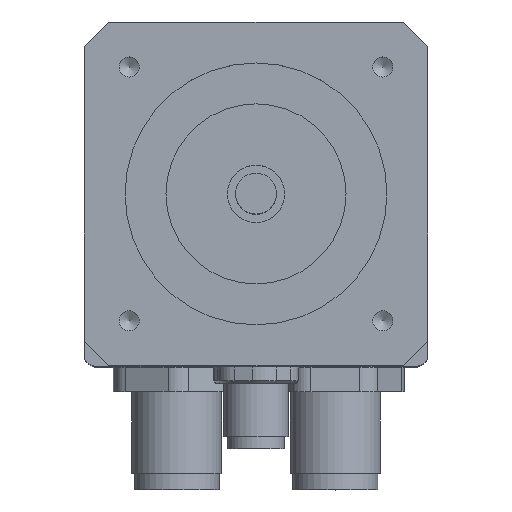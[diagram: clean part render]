
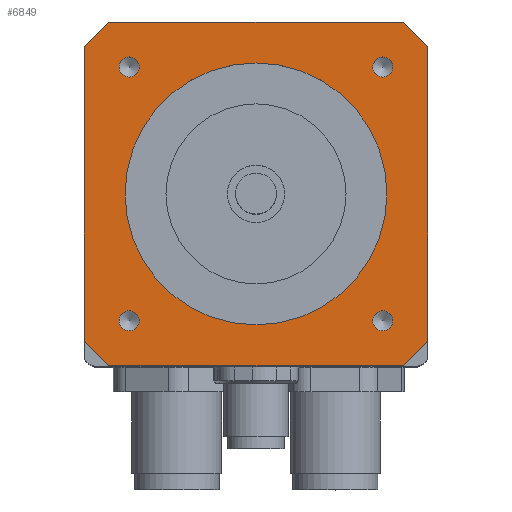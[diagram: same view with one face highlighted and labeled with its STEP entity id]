
A CAD part, top view. The second image highlights one B-rep face of the part: STEP entity #6849.
In plain terms, the highlighted face is planar.
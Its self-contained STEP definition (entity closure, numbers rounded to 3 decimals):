
#133=PLANE('',#7322);
#326=LINE('',#10600,#793);
#328=LINE('',#10604,#795);
#335=LINE('',#10618,#802);
#336=LINE('',#10620,#803);
#337=LINE('',#10622,#804);
#338=LINE('',#10624,#805);
#339=LINE('',#10626,#806);
#340=LINE('',#10627,#807);
#793=VECTOR('',#8306,4.243);
#795=VECTOR('',#8310,36.);
#802=VECTOR('',#8319,36.);
#803=VECTOR('',#8320,4.243);
#804=VECTOR('',#8321,36.);
#805=VECTOR('',#8322,4.243);
#806=VECTOR('',#8323,36.);
#807=VECTOR('',#8324,4.243);
#1270=FACE_BOUND('',#2146,.T.);
#1271=FACE_BOUND('',#2147,.T.);
#1272=FACE_BOUND('',#2148,.T.);
#1273=FACE_BOUND('',#2149,.T.);
#1274=FACE_BOUND('',#2150,.T.);
#1694=FACE_OUTER_BOUND('',#2145,.T.);
#2145=EDGE_LOOP('',(#4941,#4942,#4943,#4944,#4945,#4946,#4947,#4948));
#2146=EDGE_LOOP('',(#4949));
#2147=EDGE_LOOP('',(#4950));
#2148=EDGE_LOOP('',(#4951));
#2149=EDGE_LOOP('',(#4952));
#2150=EDGE_LOOP('',(#4953));
#2774=CIRCLE('',#7278,1.23);
#2776=CIRCLE('',#7282,1.23);
#2778=CIRCLE('',#7286,1.23);
#2780=CIRCLE('',#7290,1.23);
#2795=CIRCLE('',#7323,16.);
#3233=VERTEX_POINT('',#10506);
#3235=VERTEX_POINT('',#10512);
#3237=VERTEX_POINT('',#10518);
#3239=VERTEX_POINT('',#10524);
#3264=VERTEX_POINT('',#10597);
#3265=VERTEX_POINT('',#10599);
#3266=VERTEX_POINT('',#10603);
#3272=VERTEX_POINT('',#10617);
#3273=VERTEX_POINT('',#10619);
#3274=VERTEX_POINT('',#10621);
#3275=VERTEX_POINT('',#10623);
#3276=VERTEX_POINT('',#10625);
#3277=VERTEX_POINT('',#10628);
#3914=EDGE_CURVE('',#3233,#3233,#2774,.T.);
#3916=EDGE_CURVE('',#3235,#3235,#2776,.T.);
#3918=EDGE_CURVE('',#3237,#3237,#2778,.T.);
#3920=EDGE_CURVE('',#3239,#3239,#2780,.T.);
#3953=EDGE_CURVE('',#3264,#3265,#326,.T.);
#3955=EDGE_CURVE('',#3265,#3266,#328,.T.);
#3962=EDGE_CURVE('',#3272,#3264,#335,.T.);
#3963=EDGE_CURVE('',#3273,#3272,#336,.T.);
#3964=EDGE_CURVE('',#3274,#3273,#337,.T.);
#3965=EDGE_CURVE('',#3275,#3274,#338,.T.);
#3966=EDGE_CURVE('',#3276,#3275,#339,.T.);
#3967=EDGE_CURVE('',#3266,#3276,#340,.T.);
#3968=EDGE_CURVE('',#3277,#3277,#2795,.T.);
#4941=ORIENTED_EDGE('',*,*,#3953,.F.);
#4942=ORIENTED_EDGE('',*,*,#3962,.F.);
#4943=ORIENTED_EDGE('',*,*,#3963,.F.);
#4944=ORIENTED_EDGE('',*,*,#3964,.F.);
#4945=ORIENTED_EDGE('',*,*,#3965,.F.);
#4946=ORIENTED_EDGE('',*,*,#3966,.F.);
#4947=ORIENTED_EDGE('',*,*,#3967,.F.);
#4948=ORIENTED_EDGE('',*,*,#3955,.F.);
#4949=ORIENTED_EDGE('',*,*,#3914,.T.);
#4950=ORIENTED_EDGE('',*,*,#3916,.T.);
#4951=ORIENTED_EDGE('',*,*,#3918,.T.);
#4952=ORIENTED_EDGE('',*,*,#3920,.T.);
#4953=ORIENTED_EDGE('',*,*,#3968,.T.);
#6849=ADVANCED_FACE('',(#1694,#1270,#1271,#1272,#1273,#1274),#133,.F.);
#7278=AXIS2_PLACEMENT_3D('',#10507,#8202,#8203);
#7282=AXIS2_PLACEMENT_3D('',#10513,#8210,#8211);
#7286=AXIS2_PLACEMENT_3D('',#10519,#8218,#8219);
#7290=AXIS2_PLACEMENT_3D('',#10525,#8226,#8227);
#7322=AXIS2_PLACEMENT_3D('',#10616,#8317,#8318);
#7323=AXIS2_PLACEMENT_3D('',#10629,#8325,#8326);
#8202=DIRECTION('center_axis',(0.,0.,1.));
#8203=DIRECTION('ref_axis',(-1.,0.,0.));
#8210=DIRECTION('center_axis',(0.,0.,1.));
#8211=DIRECTION('ref_axis',(-1.,0.,0.));
#8218=DIRECTION('center_axis',(0.,0.,1.));
#8219=DIRECTION('ref_axis',(-1.,0.,0.));
#8226=DIRECTION('center_axis',(0.,0.,1.));
#8227=DIRECTION('ref_axis',(-1.,0.,0.));
#8306=DIRECTION('',(0.707,0.707,0.));
#8310=DIRECTION('',(0.,1.,0.));
#8317=DIRECTION('center_axis',(0.,0.,1.));
#8318=DIRECTION('ref_axis',(1.,0.,0.));
#8319=DIRECTION('',(1.,0.,0.));
#8320=DIRECTION('',(0.707,-0.707,0.));
#8321=DIRECTION('',(0.,-1.,0.));
#8322=DIRECTION('',(-0.707,-0.707,0.));
#8323=DIRECTION('',(-1.,0.,0.));
#8324=DIRECTION('',(-0.707,0.707,0.));
#8325=DIRECTION('center_axis',(0.,0.,1.));
#8326=DIRECTION('ref_axis',(1.,0.,0.));
#10506=CARTESIAN_POINT('',(-16.73,-15.5,0.));
#10507=CARTESIAN_POINT('Origin',(-15.5,-15.5,0.));
#10512=CARTESIAN_POINT('',(-16.73,15.5,0.));
#10513=CARTESIAN_POINT('Origin',(-15.5,15.5,0.));
#10518=CARTESIAN_POINT('',(14.271,15.5,0.));
#10519=CARTESIAN_POINT('Origin',(15.5,15.5,0.));
#10524=CARTESIAN_POINT('',(14.271,-15.5,0.));
#10525=CARTESIAN_POINT('Origin',(15.5,-15.5,0.));
#10597=CARTESIAN_POINT('',(18.,-21.,0.));
#10599=CARTESIAN_POINT('',(21.,-18.,0.));
#10600=CARTESIAN_POINT('',(18.,-21.,0.));
#10603=CARTESIAN_POINT('',(21.,18.,0.));
#10604=CARTESIAN_POINT('',(21.,-18.,0.));
#10616=CARTESIAN_POINT('Origin',(0.,0.,0.));
#10617=CARTESIAN_POINT('',(-18.,-21.,0.));
#10618=CARTESIAN_POINT('',(-18.,-21.,0.));
#10619=CARTESIAN_POINT('',(-21.,-18.,0.));
#10620=CARTESIAN_POINT('',(-21.,-18.,0.));
#10621=CARTESIAN_POINT('',(-21.,18.,0.));
#10622=CARTESIAN_POINT('',(-21.,18.,0.));
#10623=CARTESIAN_POINT('',(-18.,21.,0.));
#10624=CARTESIAN_POINT('',(-18.,21.,0.));
#10625=CARTESIAN_POINT('',(18.,21.,0.));
#10626=CARTESIAN_POINT('',(18.,21.,0.));
#10627=CARTESIAN_POINT('',(21.,18.,0.));
#10628=CARTESIAN_POINT('',(-16.,0.,0.));
#10629=CARTESIAN_POINT('Origin',(0.,0.,0.));
